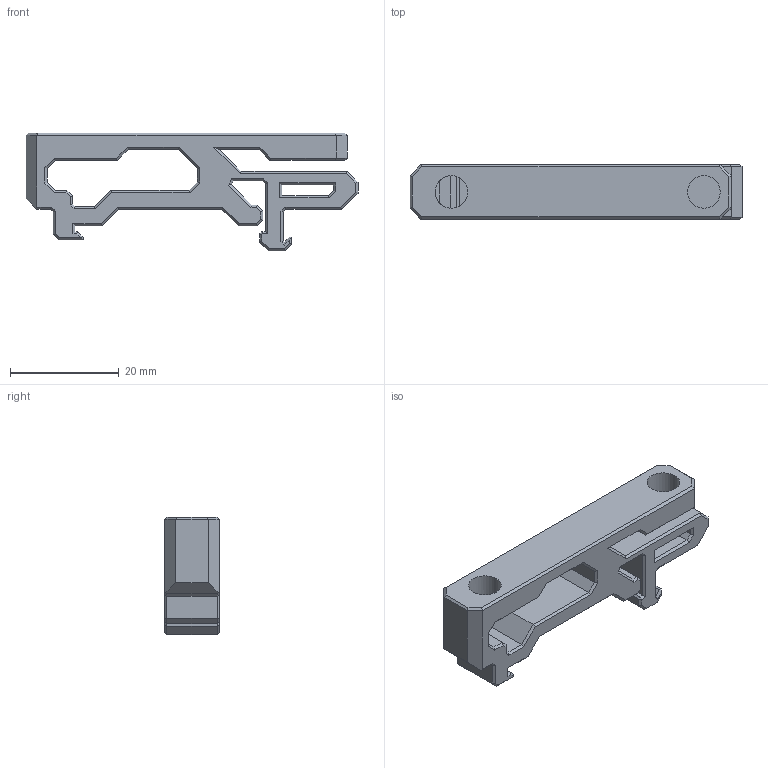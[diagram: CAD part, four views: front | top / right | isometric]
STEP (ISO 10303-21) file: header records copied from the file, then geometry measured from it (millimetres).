
FILE_DESCRIPTION(('HOOPS Exchange Step'),'2;1');
FILE_NAME('temp_export','2022-04-08T19:10:13-04:00',('mobile'),('Shapr3D Limited'),'HOOPS Exchange 2021.2','Shapr3D','Authorized');
FILE_SCHEMA( ('AP203_CONFIGURATION_CONTROLLED_3D_DESIGN_OF_MECHANICAL_PARTS_AND_ASSEMBLIES_MIM_LF') );
Length unit declared in the file: millimetre
Products named in the file (2): RS-25 PSU Bracket.step; 1F2F7FE4-BDAF-44DD-B712-A137E1A7759E.tmp
Assembly tree (1 placements, depth 2):
  1F2F7FE4-BDAF-44DD-B712-A137E1A7759E.tmp
    RS-25 PSU Bracket.step
Bounding box: 61 x 10 x 21.6 mm (x, y, z)
Volume: 5995.6 mm3; surface area: 4510.8 mm2
Topology: 1 solids, 1 shells, 218 faces, 513 edges, 296 vertices
Faces by surface type: plane 216, cylinder 2
Full cylindrical faces by diameter (mm): 6 x2
Entity records: 5998 total; most frequent: CARTESIAN_POINT 1029, ORIENTED_EDGE 1026, DIRECTION 959, EDGE_CURVE 513, VECTOR 507, LINE 507, VERTEX_POINT 296, AXIS2_PLACEMENT_3D 226
